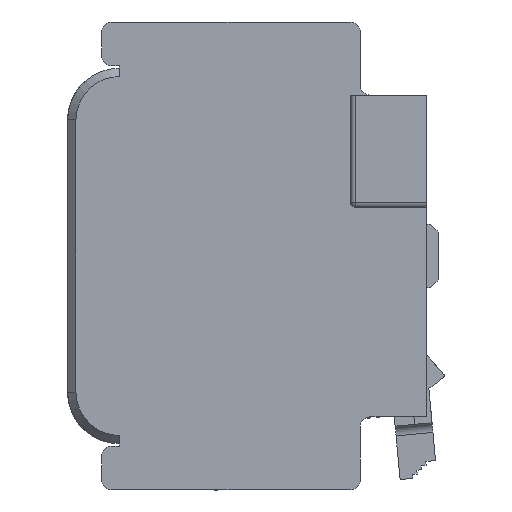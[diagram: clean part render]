
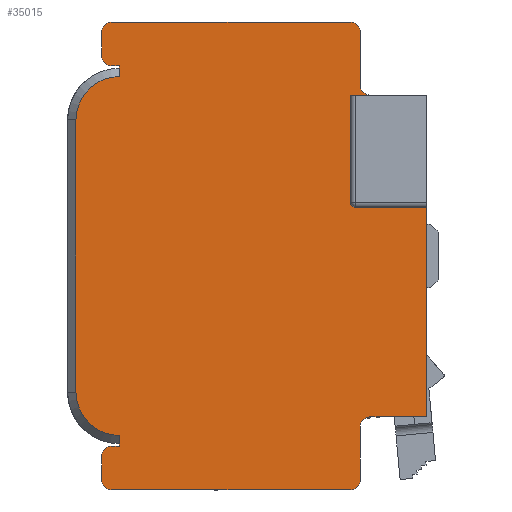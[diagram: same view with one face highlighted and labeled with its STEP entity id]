
A CAD part, left-side view. The second image highlights one B-rep face of the part: STEP entity #35015.
In plain terms, the highlighted planar face has unit normal (-1, 0, 0).
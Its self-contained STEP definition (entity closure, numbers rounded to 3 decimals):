
#113=CARTESIAN_POINT('',(-11.8,31.5,-13.95));
#114=DIRECTION('',(-1.,0.,0.));
#115=DIRECTION('',(0.,1.,0.));
#116=AXIS2_PLACEMENT_3D('',#113,#114,#115);
#118=DIRECTION('',(0.,0.,-1.));
#119=VECTOR('',#118,27.9);
#120=CARTESIAN_POINT('',(-11.8,35.95,13.95));
#121=LINE('',#120,#119);
#122=CARTESIAN_POINT('',(-11.8,31.5,13.95));
#123=DIRECTION('',(-1.,0.,0.));
#124=DIRECTION('',(0.,0.,1.));
#125=AXIS2_PLACEMENT_3D('',#122,#123,#124);
#127=CARTESIAN_POINT('',(-11.8,32.3,20.5));
#128=DIRECTION('',(-1.,0.,0.));
#129=DIRECTION('',(0.,1.,0.));
#130=AXIS2_PLACEMENT_3D('',#127,#128,#129);
#132=CARTESIAN_POINT('',(-11.8,32.3,23.));
#133=DIRECTION('',(-1.,0.,0.));
#134=DIRECTION('',(0.,0.,1.));
#135=AXIS2_PLACEMENT_3D('',#132,#133,#134);
#137=CARTESIAN_POINT('',(-11.8,7.8,23.));
#138=DIRECTION('',(-1.,0.,0.));
#139=DIRECTION('',(0.,-1.,0.));
#140=AXIS2_PLACEMENT_3D('',#137,#138,#139);
#142=DIRECTION('',(0.,1.,0.));
#143=VECTOR('',#142,2.);
#144=CARTESIAN_POINT('',(-11.8,5.8,16.5));
#145=LINE('',#144,#143);
#146=DIRECTION('',(0.,0.,1.));
#147=VECTOR('',#146,11.);
#148=CARTESIAN_POINT('',(-11.8,7.8,5.5));
#149=LINE('',#148,#147);
#150=DIRECTION('',(0.,1.,0.));
#151=VECTOR('',#150,7.3);
#152=CARTESIAN_POINT('',(-11.8,0.,5.));
#153=LINE('',#152,#151);
#154=CARTESIAN_POINT('',(-11.8,7.8,-23.));
#155=DIRECTION('',(-1.,0.,0.));
#156=DIRECTION('',(0.,0.,-1.));
#157=AXIS2_PLACEMENT_3D('',#154,#155,#156);
#159=CARTESIAN_POINT('',(-11.8,32.3,-23.));
#160=DIRECTION('',(-1.,0.,0.));
#161=DIRECTION('',(0.,1.,0.));
#162=AXIS2_PLACEMENT_3D('',#159,#160,#161);
#164=CARTESIAN_POINT('',(-11.8,32.3,-20.5));
#165=DIRECTION('',(-1.,0.,0.));
#166=DIRECTION('',(0.,0.,1.));
#167=AXIS2_PLACEMENT_3D('',#164,#165,#166);
#177=DIRECTION('',(0.,0.,1.));
#178=VECTOR('',#177,1.1);
#179=CARTESIAN_POINT('',(-11.8,31.5,-19.5));
#180=LINE('',#179,#178);
#798=DIRECTION('',(0.,1.,0.));
#799=VECTOR('',#798,0.8);
#800=CARTESIAN_POINT('',(-11.8,31.5,-19.5));
#801=LINE('',#800,#799);
#814=DIRECTION('',(0.,0.,-1.));
#815=VECTOR('',#814,2.5);
#816=CARTESIAN_POINT('',(-11.8,33.3,-20.5));
#817=LINE('',#816,#815);
#853=DIRECTION('',(0.,1.,0.));
#854=VECTOR('',#853,24.5);
#855=CARTESIAN_POINT('',(-11.8,7.8,-24.));
#856=LINE('',#855,#854);
#1232=DIRECTION('',(0.,1.,0.));
#1233=VECTOR('',#1232,5.8);
#1234=CARTESIAN_POINT('',(-11.8,0.,-16.5));
#1235=LINE('',#1234,#1233);
#1356=DIRECTION('',(0.,0.,-1.));
#1357=VECTOR('',#1356,21.5);
#1358=CARTESIAN_POINT('',(-11.8,0.,5.));
#1359=LINE('',#1358,#1357);
#4838=CARTESIAN_POINT('',(-11.8,7.3,5.5));
#4839=DIRECTION('',(1.,0.,0.));
#4840=DIRECTION('',(0.,0.,-1.));
#4841=AXIS2_PLACEMENT_3D('',#4838,#4839,#4840);
#4871=CARTESIAN_POINT('',(-11.8,5.8,17.5));
#4872=DIRECTION('',(1.,0.,0.));
#4873=DIRECTION('',(0.,0.,-1.));
#4874=AXIS2_PLACEMENT_3D('',#4871,#4872,#4873);
#4888=DIRECTION('',(0.,0.,-1.));
#4889=VECTOR('',#4888,5.5);
#4890=CARTESIAN_POINT('',(-11.8,6.8,23.));
#4891=LINE('',#4890,#4889);
#7307=DIRECTION('',(0.,1.,0.));
#7308=VECTOR('',#7307,24.5);
#7309=CARTESIAN_POINT('',(-11.8,7.8,24.));
#7310=LINE('',#7309,#7308);
#10406=DIRECTION('',(0.,0.,-1.));
#10407=VECTOR('',#10406,2.5);
#10408=CARTESIAN_POINT('',(-11.8,33.3,23.));
#10409=LINE('',#10408,#10407);
#10422=DIRECTION('',(0.,1.,0.));
#10423=VECTOR('',#10422,0.8);
#10424=CARTESIAN_POINT('',(-11.8,31.5,19.5));
#10425=LINE('',#10424,#10423);
#10434=DIRECTION('',(0.,0.,1.));
#10435=VECTOR('',#10434,1.1);
#10436=CARTESIAN_POINT('',(-11.8,31.5,18.4));
#10437=LINE('',#10436,#10435);
#27685=CARTESIAN_POINT('',(-11.8,5.8,-17.5));
#27686=DIRECTION('',(1.,0.,0.));
#27687=DIRECTION('',(0.,1.,0.));
#27688=AXIS2_PLACEMENT_3D('',#27685,#27686,#27687);
#27699=DIRECTION('',(0.,0.,-1.));
#27700=VECTOR('',#27699,5.5);
#27701=CARTESIAN_POINT('',(-11.8,6.8,-17.5));
#27702=LINE('',#27701,#27700);
#28580=CARTESIAN_POINT('',(-11.8,0.,5.));
#28581=CARTESIAN_POINT('',(-11.8,0.,-16.5));
#28582=VERTEX_POINT('',#28580);
#28583=VERTEX_POINT('',#28581);
#28584=CARTESIAN_POINT('',(-11.8,31.5,19.5));
#28586=VERTEX_POINT('',#28584);
#28589=CARTESIAN_POINT('',(-11.8,31.5,-19.5));
#28591=VERTEX_POINT('',#28589);
#28704=CARTESIAN_POINT('',(-11.8,6.8,-17.5));
#28706=VERTEX_POINT('',#28704);
#28708=CARTESIAN_POINT('',(-11.8,5.8,-16.5));
#28710=VERTEX_POINT('',#28708);
#28721=CARTESIAN_POINT('',(-11.8,6.8,17.5));
#28723=VERTEX_POINT('',#28721);
#28725=CARTESIAN_POINT('',(-11.8,5.8,16.5));
#28727=VERTEX_POINT('',#28725);
#28728=CARTESIAN_POINT('',(-11.8,7.8,16.5));
#28729=VERTEX_POINT('',#28728);
#28768=CARTESIAN_POINT('',(-11.8,32.3,24.));
#28769=VERTEX_POINT('',#28768);
#28770=CARTESIAN_POINT('',(-11.8,33.3,23.));
#28771=VERTEX_POINT('',#28770);
#28772=CARTESIAN_POINT('',(-11.8,33.3,20.5));
#28773=CARTESIAN_POINT('',(-11.8,32.3,19.5));
#28774=VERTEX_POINT('',#28772);
#28775=VERTEX_POINT('',#28773);
#28812=CARTESIAN_POINT('',(-11.8,33.3,-23.));
#28813=CARTESIAN_POINT('',(-11.8,32.3,-24.));
#28814=VERTEX_POINT('',#28812);
#28815=VERTEX_POINT('',#28813);
#28824=CARTESIAN_POINT('',(-11.8,32.3,-19.5));
#28825=VERTEX_POINT('',#28824);
#28826=CARTESIAN_POINT('',(-11.8,33.3,-20.5));
#28827=VERTEX_POINT('',#28826);
#28832=CARTESIAN_POINT('',(-11.8,7.8,24.));
#28833=VERTEX_POINT('',#28832);
#28834=CARTESIAN_POINT('',(-11.8,7.8,-24.));
#28835=VERTEX_POINT('',#28834);
#28840=CARTESIAN_POINT('',(-11.8,6.8,23.));
#28841=VERTEX_POINT('',#28840);
#28856=CARTESIAN_POINT('',(-11.8,6.8,-23.));
#28857=VERTEX_POINT('',#28856);
#29462=CARTESIAN_POINT('',(-11.8,7.8,5.5));
#29464=VERTEX_POINT('',#29462);
#29466=CARTESIAN_POINT('',(-11.8,7.3,5.));
#29468=VERTEX_POINT('',#29466);
#33690=CARTESIAN_POINT('',(-11.8,35.95,13.95));
#33691=CARTESIAN_POINT('',(-11.8,35.95,-13.95));
#33692=VERTEX_POINT('',#33690);
#33693=VERTEX_POINT('',#33691);
#34169=CARTESIAN_POINT('',(-11.8,31.5,-18.4));
#34170=VERTEX_POINT('',#34169);
#34171=CARTESIAN_POINT('',(-11.8,31.5,18.4));
#34172=VERTEX_POINT('',#34171);
#34955=CARTESIAN_POINT('',(-11.8,0.,0.));
#34956=DIRECTION('',(-1.,0.,0.));
#34957=DIRECTION('',(0.,0.,1.));
#34958=AXIS2_PLACEMENT_3D('',#34955,#34956,#34957);
#34959=PLANE('',#34958);
#34961=ORIENTED_EDGE('',*,*,#34960,.T.);
#34963=ORIENTED_EDGE('',*,*,#34962,.F.);
#34964=ORIENTED_EDGE('',*,*,#34945,.F.);
#34966=ORIENTED_EDGE('',*,*,#34965,.F.);
#34968=ORIENTED_EDGE('',*,*,#34967,.T.);
#34970=ORIENTED_EDGE('',*,*,#34969,.T.);
#34972=ORIENTED_EDGE('',*,*,#34971,.F.);
#34974=ORIENTED_EDGE('',*,*,#34973,.F.);
#34976=ORIENTED_EDGE('',*,*,#34975,.F.);
#34978=ORIENTED_EDGE('',*,*,#34977,.F.);
#34980=ORIENTED_EDGE('',*,*,#34979,.F.);
#34982=ORIENTED_EDGE('',*,*,#34981,.T.);
#34984=ORIENTED_EDGE('',*,*,#34983,.F.);
#34986=ORIENTED_EDGE('',*,*,#34985,.T.);
#34988=ORIENTED_EDGE('',*,*,#34987,.F.);
#34990=ORIENTED_EDGE('',*,*,#34989,.F.);
#34992=ORIENTED_EDGE('',*,*,#34991,.F.);
#34994=ORIENTED_EDGE('',*,*,#34993,.T.);
#34996=ORIENTED_EDGE('',*,*,#34995,.T.);
#34998=ORIENTED_EDGE('',*,*,#34997,.F.);
#35000=ORIENTED_EDGE('',*,*,#34999,.T.);
#35002=ORIENTED_EDGE('',*,*,#35001,.F.);
#35004=ORIENTED_EDGE('',*,*,#35003,.T.);
#35006=ORIENTED_EDGE('',*,*,#35005,.F.);
#35008=ORIENTED_EDGE('',*,*,#35007,.F.);
#35010=ORIENTED_EDGE('',*,*,#35009,.F.);
#35012=ORIENTED_EDGE('',*,*,#35011,.F.);
#35013=EDGE_LOOP('',(#34961,#34963,#34964,#34966,#34968,#34970,#34972,#34974,
#34976,#34978,#34980,#34982,#34984,#34986,#34988,#34990,#34992,#34994,#34996,
#34998,#35000,#35002,#35004,#35006,#35008,#35010,#35012));
#35014=FACE_OUTER_BOUND('',#35013,.F.);
#35015=ADVANCED_FACE('',(#35014),#34959,.T.);
#117=CIRCLE('',#116,4.45);
#126=CIRCLE('',#125,4.45);
#131=CIRCLE('',#130,1.);
#136=CIRCLE('',#135,1.);
#141=CIRCLE('',#140,1.);
#158=CIRCLE('',#157,1.);
#163=CIRCLE('',#162,1.);
#168=CIRCLE('',#167,1.);
#4842=CIRCLE('',#4841,0.5);
#4875=CIRCLE('',#4874,1.);
#27689=CIRCLE('',#27688,1.);
#34945=EDGE_CURVE('',#33692,#33693,#121,.T.);
#34960=EDGE_CURVE('',#28591,#34170,#180,.T.);
#34962=EDGE_CURVE('',#33693,#34170,#117,.T.);
#34965=EDGE_CURVE('',#34172,#33692,#126,.T.);
#34967=EDGE_CURVE('',#34172,#28586,#10437,.T.);
#34969=EDGE_CURVE('',#28586,#28775,#10425,.T.);
#34971=EDGE_CURVE('',#28774,#28775,#131,.T.);
#34973=EDGE_CURVE('',#28771,#28774,#10409,.T.);
#34975=EDGE_CURVE('',#28769,#28771,#136,.T.);
#34977=EDGE_CURVE('',#28833,#28769,#7310,.T.);
#34979=EDGE_CURVE('',#28841,#28833,#141,.T.);
#34981=EDGE_CURVE('',#28841,#28723,#4891,.T.);
#34983=EDGE_CURVE('',#28727,#28723,#4875,.T.);
#34985=EDGE_CURVE('',#28727,#28729,#145,.T.);
#34987=EDGE_CURVE('',#29464,#28729,#149,.T.);
#34989=EDGE_CURVE('',#29468,#29464,#4842,.T.);
#34991=EDGE_CURVE('',#28582,#29468,#153,.T.);
#34993=EDGE_CURVE('',#28582,#28583,#1359,.T.);
#34995=EDGE_CURVE('',#28583,#28710,#1235,.T.);
#34997=EDGE_CURVE('',#28706,#28710,#27689,.T.);
#34999=EDGE_CURVE('',#28706,#28857,#27702,.T.);
#35001=EDGE_CURVE('',#28835,#28857,#158,.T.);
#35003=EDGE_CURVE('',#28835,#28815,#856,.T.);
#35005=EDGE_CURVE('',#28814,#28815,#163,.T.);
#35007=EDGE_CURVE('',#28827,#28814,#817,.T.);
#35009=EDGE_CURVE('',#28825,#28827,#168,.T.);
#35011=EDGE_CURVE('',#28591,#28825,#801,.T.);
